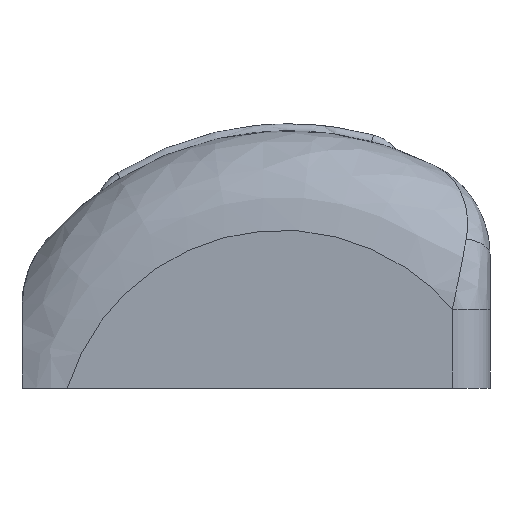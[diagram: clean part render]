
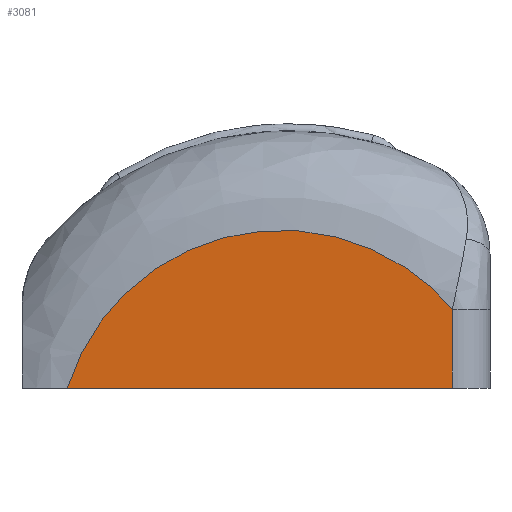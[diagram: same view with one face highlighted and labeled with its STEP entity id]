
A CAD part, left-side view. The second image highlights one B-rep face of the part: STEP entity #3081.
In plain terms, the highlighted planar face has unit normal (-0.997, 0.075, 0).
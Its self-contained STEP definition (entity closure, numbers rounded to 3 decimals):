
#742 = PLANE('',#743);
#743 = AXIS2_PLACEMENT_3D('',#744,#745,#746);
#744 = CARTESIAN_POINT('',(0.,-0.938,0.));
#745 = DIRECTION('',(0.,0.,1.));
#746 = DIRECTION('',(1.,0.,0.));
#965 = B_SPLINE_SURFACE_WITH_KNOTS('',3,3,(
    (#966,#967,#968,#969,#970,#971,#972)
    ,(#973,#974,#975,#976,#977,#978,#979)
    ,(#980,#981,#982,#983,#984,#985,#986)
    ,(#987,#988,#989,#990,#991,#992,#993)
    ,(#994,#995,#996,#997,#998,#999,#1000)
    ,(#1001,#1002,#1003,#1004,#1005,#1006,#1007
  )),.UNSPECIFIED.,.F.,.F.,.F.,(4,1,1,4),(4,1,1,1,4),(0.,0.286,
    0.571,1.),(-2.438,-1.813,-1.5,
    -0.875,-0.249),.UNSPECIFIED.);
#966 = CARTESIAN_POINT('',(-4.391,-12.885,
    6.114));
#967 = CARTESIAN_POINT('',(-4.294,-11.02,
    8.313));
#968 = CARTESIAN_POINT('',(-4.094,-7.164,
    10.693));
#969 = CARTESIAN_POINT('',(-3.716,0.114,
    11.323));
#970 = CARTESIAN_POINT('',(-3.351,7.13,8.502)
  );
#971 = CARTESIAN_POINT('',(-3.184,10.355,
    3.374));
#972 = CARTESIAN_POINT('',(-3.147,11.065,
    0.579));
#973 = CARTESIAN_POINT('',(-5.049,-12.864,6.138
    ));
#974 = CARTESIAN_POINT('',(-4.948,-10.99,
    8.339));
#975 = CARTESIAN_POINT('',(-4.738,-7.118,
    10.711));
#976 = CARTESIAN_POINT('',(-4.344,0.163,
    11.314));
#977 = CARTESIAN_POINT('',(-3.965,7.158,8.473
    ));
#978 = CARTESIAN_POINT('',(-3.791,10.362,
    3.354));
#979 = CARTESIAN_POINT('',(-3.753,11.068,
    0.568));
#980 = CARTESIAN_POINT('',(-6.363,-12.585,
    5.985));
#981 = CARTESIAN_POINT('',(-6.252,-10.735,
    8.142));
#982 = CARTESIAN_POINT('',(-6.025,-6.923,
    10.451));
#983 = CARTESIAN_POINT('',(-5.599,0.209,
    11.004));
#984 = CARTESIAN_POINT('',(-5.191,7.026,8.194
    ));
#985 = CARTESIAN_POINT('',(-5.005,10.133,
    3.197));
#986 = CARTESIAN_POINT('',(-4.964,10.818,
    0.481));
#987 = CARTESIAN_POINT('',(-8.181,-11.367,
    5.068));
#988 = CARTESIAN_POINT('',(-8.064,-9.709,
    6.999));
#989 = CARTESIAN_POINT('',(-7.824,-6.292,
    9.062));
#990 = CARTESIAN_POINT('',(-7.374,0.091,
    9.548));
#991 = CARTESIAN_POINT('',(-6.945,6.182,7.026
    ));
#992 = CARTESIAN_POINT('',(-6.749,8.955,2.558
    ));
#993 = CARTESIAN_POINT('',(-6.706,9.566,0.13)
  );
#994 = CARTESIAN_POINT('',(-8.685,-10.076,
    4.006));
#995 = CARTESIAN_POINT('',(-8.578,-8.647,
    5.683));
#996 = CARTESIAN_POINT('',(-8.357,-5.696,
    7.487));
#997 = CARTESIAN_POINT('',(-7.941,-0.151,
    7.941));
#998 = CARTESIAN_POINT('',(-7.542,5.171,5.773
    ));
#999 = CARTESIAN_POINT('',(-7.359,7.607,1.877
    ));
#1000 = CARTESIAN_POINT('',(-7.319,8.143,
    -0.244));
#1001 = CARTESIAN_POINT('',(-8.629,-9.325,
    3.366));
#1002 = CARTESIAN_POINT('',(-8.532,-8.034,
    4.889));
#1003 = CARTESIAN_POINT('',(-8.332,-5.363,
    6.538));
#1004 = CARTESIAN_POINT('',(-7.954,-0.321,
    6.974));
#1005 = CARTESIAN_POINT('',(-7.589,4.538,
    5.02));
#1006 = CARTESIAN_POINT('',(-7.422,6.772,
    1.467));
#1007 = CARTESIAN_POINT('',(-7.385,7.264,
    -0.468));
#1950 = CYLINDRICAL_SURFACE('',#1951,1.5);
#1951 = AXIS2_PLACEMENT_3D('',#1952,#1953,#1954);
#1952 = CARTESIAN_POINT('',(-7.133,-9.438,0.));
#1953 = DIRECTION('',(0.,0.,1.));
#1954 = DIRECTION('',(-0.733,-0.68,0.));
#2254 = VERTEX_POINT('',#2255);
#2255 = CARTESIAN_POINT('',(-8.629,-9.325,0.));
#2277 = EDGE_CURVE('',#2254,#2278,#2280,.T.);
#2278 = VERTEX_POINT('',#2279);
#2279 = CARTESIAN_POINT('',(-7.395,7.133,
    0.));
#2280 = SURFACE_CURVE('',#2281,(#2285,#2292),.PCURVE_S1.);
#2281 = LINE('',#2282,#2283);
#2282 = CARTESIAN_POINT('',(-8.75,-10.938,0.));
#2283 = VECTOR('',#2284,1.);
#2284 = DIRECTION('',(0.075,0.997,0.));
#2285 = PCURVE('',#742,#2286);
#2286 = DEFINITIONAL_REPRESENTATION('',(#2287),#2291);
#2287 = LINE('',#2288,#2289);
#2288 = CARTESIAN_POINT('',(-8.75,-10.));
#2289 = VECTOR('',#2290,1.);
#2290 = DIRECTION('',(0.075,0.997));
#2291 = ( GEOMETRIC_REPRESENTATION_CONTEXT(2) 
PARAMETRIC_REPRESENTATION_CONTEXT() REPRESENTATION_CONTEXT('2D SPACE',''
  ) );
#2292 = PCURVE('',#2293,#2298);
#2293 = PLANE('',#2294);
#2294 = AXIS2_PLACEMENT_3D('',#2295,#2296,#2297);
#2295 = CARTESIAN_POINT('',(-7.25,9.063,0.));
#2296 = DIRECTION('',(-0.997,0.075,0.));
#2297 = DIRECTION('',(-0.075,-0.997,0.));
#2298 = DEFINITIONAL_REPRESENTATION('',(#2299),#2303);
#2299 = LINE('',#2300,#2301);
#2300 = CARTESIAN_POINT('',(20.056,0.));
#2301 = VECTOR('',#2302,1.);
#2302 = DIRECTION('',(-1.,0.));
#2303 = ( GEOMETRIC_REPRESENTATION_CONTEXT(2) 
PARAMETRIC_REPRESENTATION_CONTEXT() REPRESENTATION_CONTEXT('2D SPACE',''
  ) );
#2644 = VERTEX_POINT('',#2645);
#2645 = CARTESIAN_POINT('',(-8.629,-9.325,
    3.366));
#2689 = EDGE_CURVE('',#2278,#2644,#2690,.T.);
#2690 = SURFACE_CURVE('',#2691,(#2696,#2702),.PCURVE_S1.);
#2691 = ELLIPSE('',#2692,9.606,9.579);
#2692 = AXIS2_PLACEMENT_3D('',#2693,#2694,#2695);
#2693 = CARTESIAN_POINT('',(-8.081,-2.019,
    -2.829));
#2694 = DIRECTION('',(0.997,-0.075,0.));
#2695 = DIRECTION('',(0.075,0.997,
    0.));
#2696 = PCURVE('',#965,#2697);
#2697 = DEFINITIONAL_REPRESENTATION('',(#2698),#2701);
#2698 = B_SPLINE_CURVE_WITH_KNOTS('',1,(#2699,#2700),.UNSPECIFIED.,.F.,
  .F.,(2,2),(0.3,2.438),.PIECEWISE_BEZIER_KNOTS.);
#2699 = CARTESIAN_POINT('',(1.,-0.3));
#2700 = CARTESIAN_POINT('',(1.,-2.438));
#2701 = ( GEOMETRIC_REPRESENTATION_CONTEXT(2) 
PARAMETRIC_REPRESENTATION_CONTEXT() REPRESENTATION_CONTEXT('2D SPACE',''
  ) );
#2702 = PCURVE('',#2293,#2703);
#2703 = DEFINITIONAL_REPRESENTATION('',(#2704),#2712);
#2704 = ( BOUNDED_CURVE() B_SPLINE_CURVE(2,(#2705,#2706,#2707,#2708,
#2709,#2710,#2711),.UNSPECIFIED.,.T.,.F.) B_SPLINE_CURVE_WITH_KNOTS((1,2
    ,2,2,2,1),(-2.094,0.,2.094,4.189,
6.283,8.378),.UNSPECIFIED.) CURVE() 
GEOMETRIC_REPRESENTATION_ITEM() RATIONAL_B_SPLINE_CURVE((1.,0.5,1.,0.5,
1.,0.5,1.)) REPRESENTATION_ITEM('') );
#2705 = CARTESIAN_POINT('',(1.507,-2.829));
#2706 = CARTESIAN_POINT('',(1.507,13.762));
#2707 = CARTESIAN_POINT('',(15.915,5.467));
#2708 = CARTESIAN_POINT('',(30.324,-2.829));
#2709 = CARTESIAN_POINT('',(15.915,-11.124));
#2710 = CARTESIAN_POINT('',(1.507,-19.419));
#2711 = CARTESIAN_POINT('',(1.507,-2.829));
#2712 = ( GEOMETRIC_REPRESENTATION_CONTEXT(2) 
PARAMETRIC_REPRESENTATION_CONTEXT() REPRESENTATION_CONTEXT('2D SPACE',''
  ) );
#3061 = EDGE_CURVE('',#2644,#2254,#3062,.T.);
#3062 = SURFACE_CURVE('',#3063,(#3067,#3074),.PCURVE_S1.);
#3063 = LINE('',#3064,#3065);
#3064 = CARTESIAN_POINT('',(-8.629,-9.325,0.));
#3065 = VECTOR('',#3066,1.);
#3066 = DIRECTION('',(0.,0.,-1.));
#3067 = PCURVE('',#1950,#3068);
#3068 = DEFINITIONAL_REPRESENTATION('',(#3069),#3073);
#3069 = LINE('',#3070,#3071);
#3070 = CARTESIAN_POINT('',(5.46,0.));
#3071 = VECTOR('',#3072,1.);
#3072 = DIRECTION('',(0.,-1.));
#3073 = ( GEOMETRIC_REPRESENTATION_CONTEXT(2) 
PARAMETRIC_REPRESENTATION_CONTEXT() REPRESENTATION_CONTEXT('2D SPACE',''
  ) );
#3074 = PCURVE('',#2293,#3075);
#3075 = DEFINITIONAL_REPRESENTATION('',(#3076),#3080);
#3076 = LINE('',#3077,#3078);
#3077 = CARTESIAN_POINT('',(18.439,0.));
#3078 = VECTOR('',#3079,1.);
#3079 = DIRECTION('',(-0.,-1.));
#3080 = ( GEOMETRIC_REPRESENTATION_CONTEXT(2) 
PARAMETRIC_REPRESENTATION_CONTEXT() REPRESENTATION_CONTEXT('2D SPACE',''
  ) );
#3081 = ADVANCED_FACE('',(#3082),#2293,.T.);
#3082 = FACE_BOUND('',#3083,.T.);
#3083 = EDGE_LOOP('',(#3084,#3085,#3086));
#3084 = ORIENTED_EDGE('',*,*,#3061,.F.);
#3085 = ORIENTED_EDGE('',*,*,#2689,.F.);
#3086 = ORIENTED_EDGE('',*,*,#2277,.F.);
